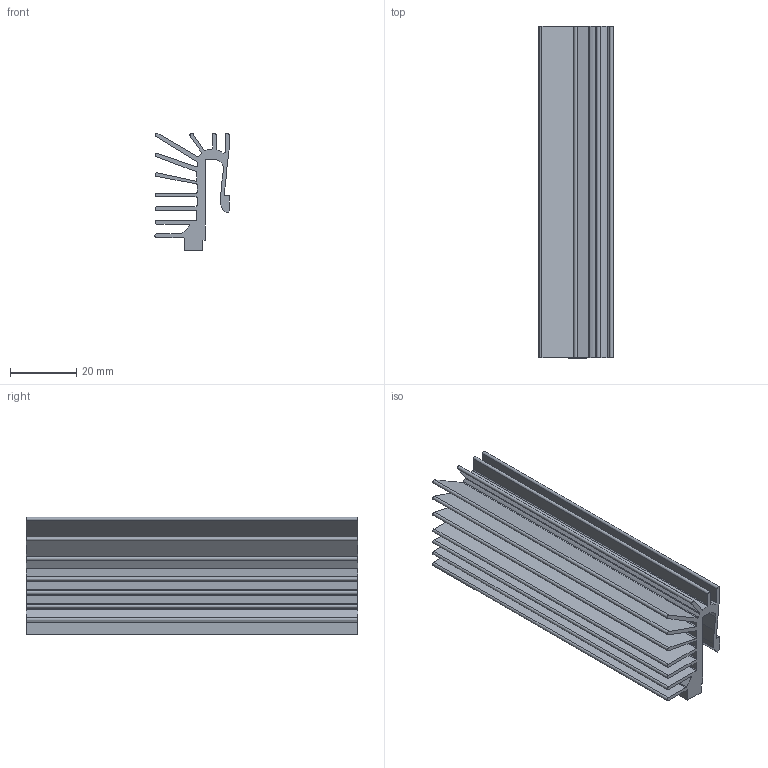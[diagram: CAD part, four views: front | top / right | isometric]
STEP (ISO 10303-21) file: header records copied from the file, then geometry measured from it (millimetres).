
FILE_DESCRIPTION(/* description */ ('Unknown'),/* implementation_level */ '2;1');
FILE_NAME(/* name */ 'Wakefield-vette_693-100',/* time_stamp */ '2020-05-08T17:30:57+03:00',/* author */ ('Unknown'),/* organization */ ('Unknown'),/* preprocessor_version */ 'ST-DEVELOPER v16.7',/* originating_system */ 'DEX',/* authorisation */ $);
FILE_SCHEMA (('AUTOMOTIVE_DESIGN {1 0 10303 214 3 1 1}'));
Length unit declared in the file: millimetre
Products named in the file (1): Wakefield-vette_693-100
Bounding box: 22.38 x 100 x 35.37 mm (x, y, z)
Volume: 25813.4 mm3; surface area: 31956 mm2
Topology: 1 solids, 1 shells, 81 faces, 237 edges, 158 vertices
Faces by surface type: plane 50, cylinder 31
Entity records: 2723 total; most frequent: CARTESIAN_POINT 477, ORIENTED_EDGE 474, DIRECTION 463, EDGE_CURVE 237, LINE 175, VECTOR 175, VERTEX_POINT 158, AXIS2_PLACEMENT_3D 144
